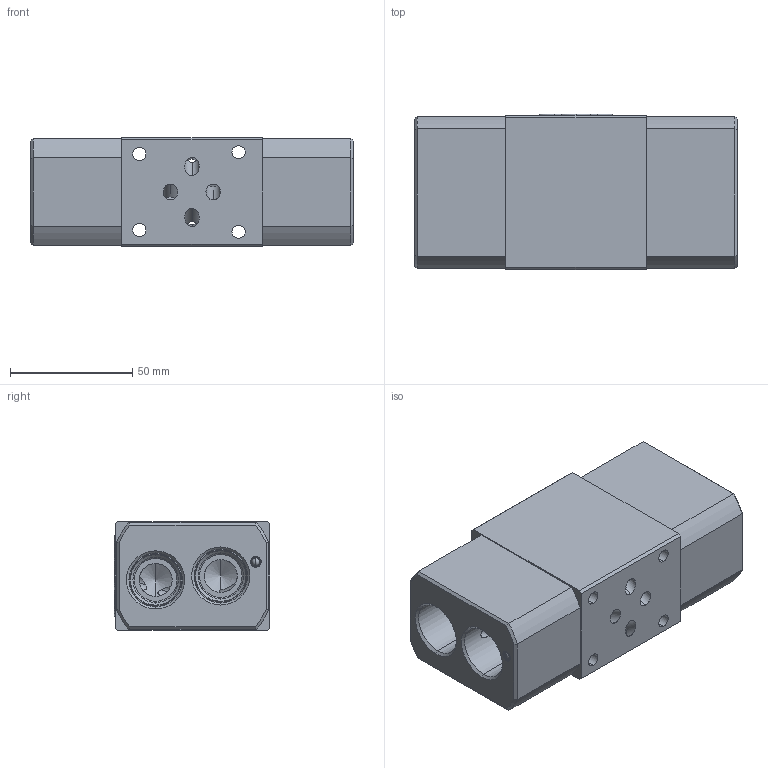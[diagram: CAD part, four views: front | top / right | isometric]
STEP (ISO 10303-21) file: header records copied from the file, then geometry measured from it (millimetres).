
FILE_DESCRIPTION (( 'STEP AP203' ), '1' );
FILE_NAME ('MH03CDC-11A3-11A3-11A3-Z03.STEP', '2025-01-09T08:50:12', ( 'user' ), ( '' ), 'SwSTEP 2.0', 'SolidWorks 2018', '' );
FILE_SCHEMA (( 'CONFIG_CONTROL_DESIGN' ));
Length unit declared in the file: millimetre
Products named in the file (4): 5DBL04Z001_組合用; 4KAA012AA001; MH03CDC-11A3-11A3-11A3-Z03; 6EC03040CDCXXN001
Assembly tree (7 placements, depth 2):
  MH03CDC-11A3-11A3-11A3-Z03
    4KAA012AA001  x4
    5DBL04Z001_組合用  x2
    6EC03040CDCXXN001
Bounding box: 131.8 x 63.48 x 44.5 mm (x, y, z)
Volume: 271242.9 mm3; surface area: 58009.7 mm2
Topology: 9 solids, 9 shells, 669 faces, 1768 edges, 1121 vertices
Faces by surface type: cylinder 297, plane 193, cone 110, bspline 49, torus 16, sphere 4
Entity records: 22864 total; most frequent: CARTESIAN_POINT 7120, ORIENTED_EDGE 3268, DIRECTION 3096, EDGE_CURVE 1634, AXIS2_PLACEMENT_3D 1136, VERTEX_POINT 1055, VECTOR 824, LINE 824
